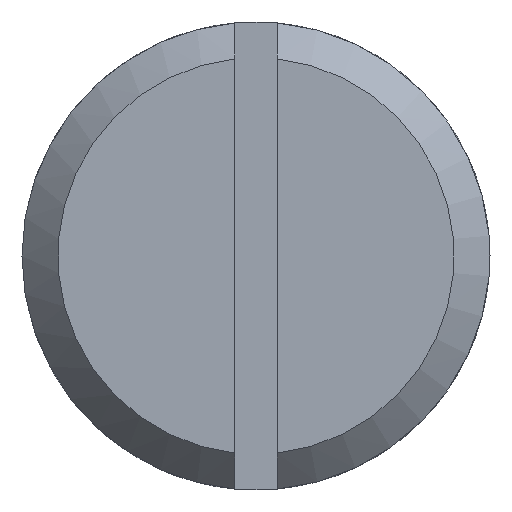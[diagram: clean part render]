
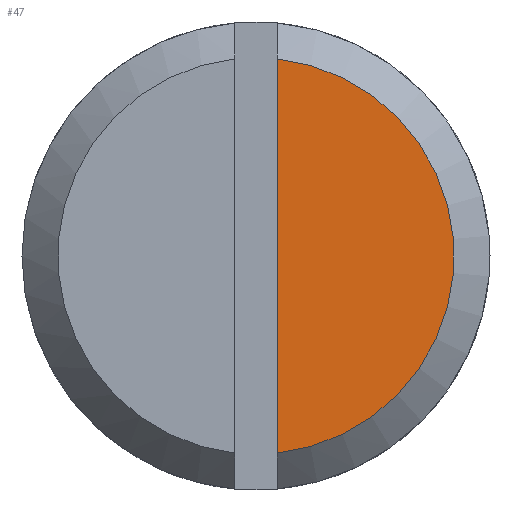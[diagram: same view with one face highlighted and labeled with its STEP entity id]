
A CAD part, left-side view. The second image highlights one B-rep face of the part: STEP entity #47.
In plain terms, the highlighted planar face has unit normal (-1, 0, 0).
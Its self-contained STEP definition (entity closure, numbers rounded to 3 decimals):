
#47 = ADVANCED_FACE( '', ( #99 ), #100, .F. );
#99 = FACE_OUTER_BOUND( '', #151, .T. );
#100 = PLANE( '', #152 );
#151 = EDGE_LOOP( '', ( #217, #218 ) );
#152 = AXIS2_PLACEMENT_3D( '', #219, #220, #221 );
#217 = ORIENTED_EDGE( '', *, *, #299, .F. );
#218 = ORIENTED_EDGE( '', *, *, #300, .F. );
#219 = CARTESIAN_POINT( '', ( 0., 0., 0. ) );
#220 = DIRECTION( '', ( 1., 0., 0. ) );
#221 = DIRECTION( '', ( 0., 1., 0. ) );
#299 = EDGE_CURVE( '', #350, #351, #352, .T. );
#300 = EDGE_CURVE( '', #351, #350, #353, .T. );
#350 = VERTEX_POINT( '', #413 );
#351 = VERTEX_POINT( '', #414 );
#352 = CIRCLE( '', #415, 8.467 );
#353 = LINE( '', #416, #417 );
#413 = CARTESIAN_POINT( '', ( 0., -0.9, 8.419 ) );
#414 = CARTESIAN_POINT( '', ( 0., -0.9, -8.419 ) );
#415 = AXIS2_PLACEMENT_3D( '', #473, #474, #475 );
#416 = CARTESIAN_POINT( '', ( 0., -0.9, -10.5 ) );
#417 = VECTOR( '', #476, 1000. );
#473 = CARTESIAN_POINT( '', ( 0., 0., 0. ) );
#474 = DIRECTION( '', ( 1., 0., 0. ) );
#475 = DIRECTION( '', ( 0., 1., 0. ) );
#476 = DIRECTION( '', ( 0., 0., 1. ) );
